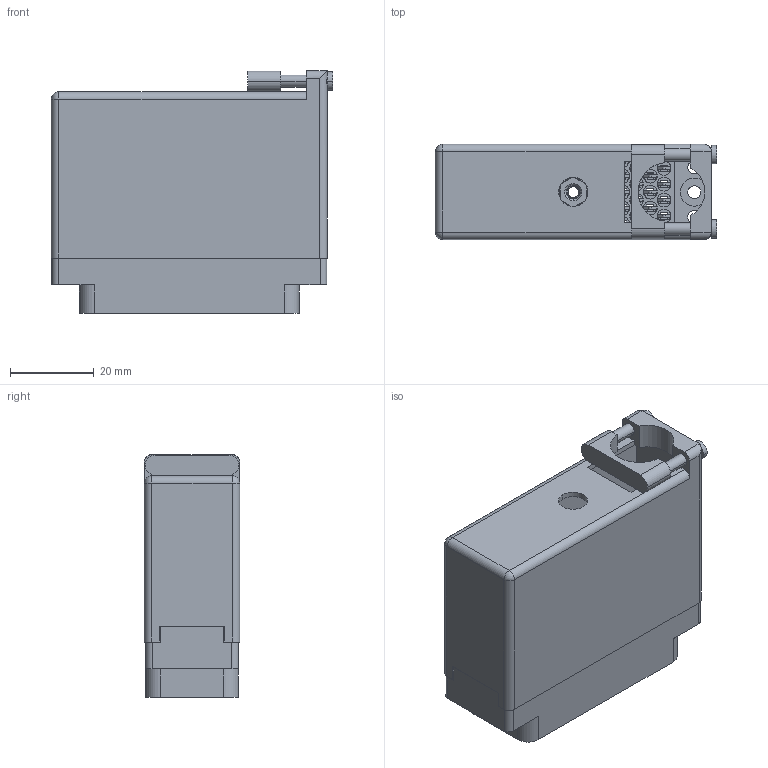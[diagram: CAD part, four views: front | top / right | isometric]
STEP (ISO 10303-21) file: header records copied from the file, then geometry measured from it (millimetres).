
FILE_DESCRIPTION (( 'STEP AP203' ), '1' );
FILE_NAME ('516-056-520-166.STEP', '2020-03-10T08:03:15', ( '' ), ( '' ), 'SwSTEP 2.0', 'SolidWorks 2016', '' );
FILE_SCHEMA (( 'CONFIG_CONTROL_DESIGN' ));
Length unit declared in the file: inch
Products named in the file (5): 516-292-001_520 Contact; 516-056-520-166; 516-252-035-100_516-252-035-100; 516-230-001_Metal - 056 Top Entry; 516 Plug Insulator_056
Assembly tree (59 placements, depth 2):
  516-056-520-166
    516 Plug Insulator_056
    516-292-001_520 Contact  x56
    516-230-001_Metal - 056 Top Entry
    516-252-035-100_516-252-035-100
Bounding box: 67.31 x 22.83 x 58.12 mm (x, y, z)
Volume: 23902.4 mm3; surface area: 41597 mm2
Topology: 59 solids, 59 shells, 5366 faces, 15558 edges, 10326 vertices
Faces by surface type: plane 3293, cylinder 1717, bspline 342, cone 12, sphere 2
Entity records: 51670 total; most frequent: CARTESIAN_POINT 11093, ORIENTED_EDGE 8232, DIRECTION 7936, EDGE_CURVE 4116, LINE 3028, VECTOR 3028, VERTEX_POINT 2736, AXIS2_PLACEMENT_3D 2454
